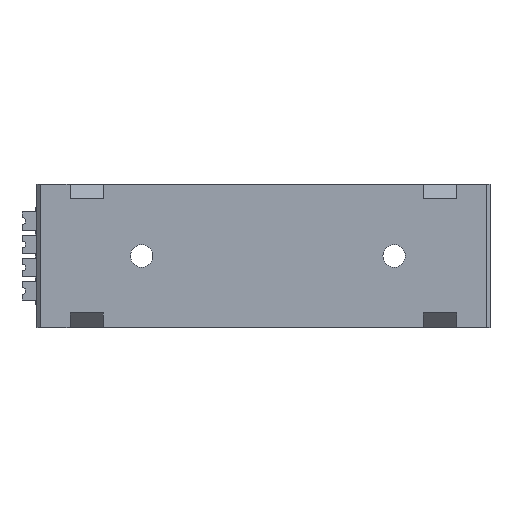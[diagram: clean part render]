
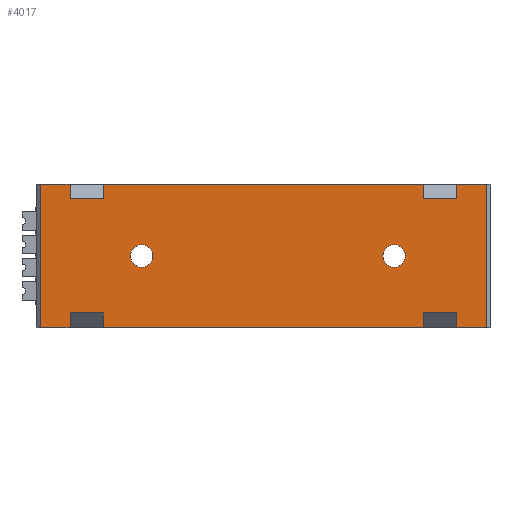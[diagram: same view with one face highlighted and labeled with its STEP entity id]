
A CAD part, top view. The second image highlights one B-rep face of the part: STEP entity #4017.
In plain terms, the highlighted free-form (B-spline) face has degree [1, 1] with [2, 2] control points.
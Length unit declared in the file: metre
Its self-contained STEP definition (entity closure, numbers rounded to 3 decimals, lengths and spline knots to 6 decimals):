
#323=LINE('',#6269,#769);
#327=LINE('',#6281,#773);
#331=LINE('',#6292,#777);
#335=LINE('',#6300,#781);
#338=LINE('',#6305,#784);
#340=LINE('',#6313,#786);
#343=LINE('',#6322,#789);
#346=LINE('',#6327,#792);
#350=LINE('',#6335,#796);
#353=LINE('',#6344,#799);
#355=LINE('',#6351,#801);
#357=LINE('',#6358,#803);
#358=LINE('',#6363,#804);
#360=LINE('',#6370,#806);
#362=LINE('',#6377,#808);
#368=LINE('',#6404,#814);
#370=LINE('',#6411,#816);
#371=LINE('',#6418,#817);
#372=LINE('',#6419,#818);
#373=LINE('',#6420,#819);
#769=VECTOR('',#4692,1.);
#773=VECTOR('',#4696,1.);
#777=VECTOR('',#4700,1.);
#781=VECTOR('',#4704,1.);
#784=VECTOR('',#4707,1.);
#786=VECTOR('',#4709,1.);
#789=VECTOR('',#4712,1.);
#792=VECTOR('',#4715,1.);
#796=VECTOR('',#4719,1.);
#799=VECTOR('',#4722,1.);
#801=VECTOR('',#4724,1.);
#803=VECTOR('',#4726,1.);
#804=VECTOR('',#4727,1.);
#806=VECTOR('',#4729,1.);
#808=VECTOR('',#4731,1.);
#814=VECTOR('',#4747,1.);
#816=VECTOR('',#4749,1.);
#817=VECTOR('',#4754,1.);
#818=VECTOR('',#4755,1.);
#819=VECTOR('',#4756,1.);
#1037=B_SPLINE_SURFACE_WITH_KNOTS('',1,1,((#6412,#6413),(#6414,#6415)),
 .PLANE_SURF.,.F.,.F.,.F.,(2,2),(2,2),(0.,1.),(0.,1.),.UNSPECIFIED.);
#1973=ORIENTED_EDGE('',*,*,#2305,.T.);
#1974=ORIENTED_EDGE('',*,*,#2755,.T.);
#1975=ORIENTED_EDGE('',*,*,#2313,.T.);
#1976=ORIENTED_EDGE('',*,*,#2756,.T.);
#1977=ORIENTED_EDGE('',*,*,#2714,.F.);
#1978=ORIENTED_EDGE('',*,*,#2741,.T.);
#1979=ORIENTED_EDGE('',*,*,#2757,.F.);
#1980=ORIENTED_EDGE('',*,*,#2737,.F.);
#1981=ORIENTED_EDGE('',*,*,#2710,.F.);
#1982=ORIENTED_EDGE('',*,*,#2734,.T.);
#1983=ORIENTED_EDGE('',*,*,#2758,.F.);
#1984=ORIENTED_EDGE('',*,*,#2706,.F.);
#1985=ORIENTED_EDGE('',*,*,#2717,.F.);
#1986=ORIENTED_EDGE('',*,*,#2702,.T.);
#1987=ORIENTED_EDGE('',*,*,#2722,.F.);
#1988=ORIENTED_EDGE('',*,*,#2719,.F.);
#1989=ORIENTED_EDGE('',*,*,#2739,.T.);
#1990=ORIENTED_EDGE('',*,*,#2732,.T.);
#1991=ORIENTED_EDGE('',*,*,#2729,.F.);
#1992=ORIENTED_EDGE('',*,*,#2736,.F.);
#1993=ORIENTED_EDGE('',*,*,#2759,.F.);
#1994=ORIENTED_EDGE('',*,*,#2754,.T.);
#1995=ORIENTED_EDGE('',*,*,#2725,.F.);
#1996=ORIENTED_EDGE('',*,*,#2752,.T.);
#2305=EDGE_CURVE('',#2898,#2897,#3292,.F.);
#2313=EDGE_CURVE('',#2906,#2905,#3296,.F.);
#2702=EDGE_CURVE('',#3169,#3170,#323,.T.);
#2706=EDGE_CURVE('',#3172,#3173,#327,.T.);
#2710=EDGE_CURVE('',#3175,#3176,#331,.T.);
#2714=EDGE_CURVE('',#3179,#3180,#335,.T.);
#2717=EDGE_CURVE('',#3169,#3172,#338,.T.);
#2719=EDGE_CURVE('',#3182,#3184,#340,.T.);
#2722=EDGE_CURVE('',#3184,#3170,#343,.T.);
#2725=EDGE_CURVE('',#3187,#3188,#346,.T.);
#2729=EDGE_CURVE('',#3191,#3192,#350,.T.);
#2732=EDGE_CURVE('',#3193,#3192,#353,.T.);
#2734=EDGE_CURVE('',#3175,#3194,#355,.T.);
#2736=EDGE_CURVE('',#3195,#3191,#357,.T.);
#2737=EDGE_CURVE('',#3176,#3196,#358,.T.);
#2739=EDGE_CURVE('',#3182,#3193,#360,.T.);
#2741=EDGE_CURVE('',#3179,#3197,#362,.T.);
#2752=EDGE_CURVE('',#3187,#3180,#368,.T.);
#2754=EDGE_CURVE('',#3206,#3188,#370,.T.);
#2755=EDGE_CURVE('',#2897,#2898,#3362,.F.);
#2756=EDGE_CURVE('',#2905,#2906,#3363,.F.);
#2757=EDGE_CURVE('',#3196,#3197,#371,.T.);
#2758=EDGE_CURVE('',#3173,#3194,#372,.T.);
#2759=EDGE_CURVE('',#3206,#3195,#373,.T.);
#2897=VERTEX_POINT('',#4945);
#2898=VERTEX_POINT('',#4947);
#2905=VERTEX_POINT('',#4981);
#2906=VERTEX_POINT('',#4983);
#3169=VERTEX_POINT('',#6270);
#3170=VERTEX_POINT('',#6271);
#3172=VERTEX_POINT('',#6280);
#3173=VERTEX_POINT('',#6282);
#3175=VERTEX_POINT('',#6291);
#3176=VERTEX_POINT('',#6293);
#3179=VERTEX_POINT('',#6299);
#3180=VERTEX_POINT('',#6301);
#3182=VERTEX_POINT('',#6311);
#3184=VERTEX_POINT('',#6314);
#3187=VERTEX_POINT('',#6326);
#3188=VERTEX_POINT('',#6328);
#3191=VERTEX_POINT('',#6334);
#3192=VERTEX_POINT('',#6336);
#3193=VERTEX_POINT('',#6343);
#3194=VERTEX_POINT('',#6350);
#3195=VERTEX_POINT('',#6357);
#3196=VERTEX_POINT('',#6364);
#3197=VERTEX_POINT('',#6376);
#3206=VERTEX_POINT('',#6410);
#3292=CIRCLE('',#4102,0.0017);
#3296=CIRCLE('',#4106,0.0017);
#3362=CIRCLE('',#4188,0.0017);
#3363=CIRCLE('',#4189,0.0017);
#3542=EDGE_LOOP('',(#1973,#1974));
#3543=EDGE_LOOP('',(#1975,#1976));
#3544=EDGE_LOOP('',(#1977,#1978,#1979,#1980,#1981,#1982,#1983,#1984,#1985,
#1986,#1987,#1988,#1989,#1990,#1991,#1992,#1993,#1994,#1995,#1996));
#3760=FACE_BOUND('',#3542,.T.);
#3761=FACE_BOUND('',#3543,.T.);
#3762=FACE_BOUND('',#3544,.T.);
#4017=ADVANCED_FACE('',(#3760,#3761,#3762),#1037,.T.);
#4102=AXIS2_PLACEMENT_3D('',#4946,#4229,#4230);
#4106=AXIS2_PLACEMENT_3D('',#4982,#4237,#4238);
#4188=AXIS2_PLACEMENT_3D('',#6416,#4750,#4751);
#4189=AXIS2_PLACEMENT_3D('',#6417,#4752,#4753);
#4229=DIRECTION('',(0.,0.,1.));
#4230=DIRECTION('',(1.,0.,0.));
#4237=DIRECTION('',(0.,0.,1.));
#4238=DIRECTION('',(1.,0.,0.));
#4692=DIRECTION('',(0.,-1.,0.));
#4696=DIRECTION('',(0.,-1.,0.));
#4700=DIRECTION('',(1.,0.,0.));
#4704=DIRECTION('',(1.,0.,0.));
#4707=DIRECTION('',(1.,0.,0.));
#4709=DIRECTION('',(0.,-1.,0.));
#4712=DIRECTION('',(-1.,0.,0.));
#4715=DIRECTION('',(-1.,0.,0.));
#4719=DIRECTION('',(-1.,0.,0.));
#4722=DIRECTION('',(0.,-1.,0.));
#4724=DIRECTION('',(0.,-1.,0.));
#4726=DIRECTION('',(0.,-1.,0.));
#4727=DIRECTION('',(0.,-1.,0.));
#4729=DIRECTION('',(1.,0.,0.));
#4731=DIRECTION('',(0.,-1.,0.));
#4747=DIRECTION('',(0.,1.,0.));
#4749=DIRECTION('',(0.,-1.,0.));
#4750=DIRECTION('',(0.,0.,1.));
#4751=DIRECTION('',(1.,0.,0.));
#4752=DIRECTION('',(0.,0.,1.));
#4753=DIRECTION('',(1.,0.,0.));
#4754=DIRECTION('',(1.,0.,0.));
#4755=DIRECTION('',(1.,0.,0.));
#4756=DIRECTION('',(-1.,0.,0.));
#4945=CARTESIAN_POINT('',(-0.020151,0.,0.0126));
#4946=CARTESIAN_POINT('',(-0.018451,0.,0.0126));
#4947=CARTESIAN_POINT('',(-0.016751,0.,0.0126));
#4981=CARTESIAN_POINT('',(0.017949,0.,0.0126));
#4982=CARTESIAN_POINT('',(0.019649,0.,0.0126));
#4983=CARTESIAN_POINT('',(0.021349,0.,0.0126));
#6269=CARTESIAN_POINT('',(-0.033751,0.,0.0126));
#6270=CARTESIAN_POINT('',(-0.033751,0.0108,0.0126));
#6271=CARTESIAN_POINT('',(-0.033751,-0.0108,0.0126));
#6280=CARTESIAN_POINT('',(-0.029251,0.0108,0.0126));
#6281=CARTESIAN_POINT('',(-0.029251,0.,0.0126));
#6282=CARTESIAN_POINT('',(-0.029251,0.008603,0.0126));
#6291=CARTESIAN_POINT('',(-0.024251,0.0108,0.0126));
#6292=CARTESIAN_POINT('',(-0.000101,0.0108,0.0126));
#6293=CARTESIAN_POINT('',(0.024049,0.0108,0.0126));
#6299=CARTESIAN_POINT('',(0.029049,0.0108,0.0126));
#6300=CARTESIAN_POINT('',(0.032849,0.0108,0.0126));
#6301=CARTESIAN_POINT('',(0.033599,0.0108,0.0126));
#6305=CARTESIAN_POINT('',(-0.030751,0.0108,0.0126));
#6311=CARTESIAN_POINT('',(-0.029251,-0.008603,0.0126));
#6313=CARTESIAN_POINT('',(-0.029251,0.,0.0126));
#6314=CARTESIAN_POINT('',(-0.029251,-0.0108,0.0126));
#6322=CARTESIAN_POINT('',(-0.030751,-0.0108,0.0126));
#6326=CARTESIAN_POINT('',(0.033599,-0.0108,0.0126));
#6327=CARTESIAN_POINT('',(0.032849,-0.0108,0.0126));
#6328=CARTESIAN_POINT('',(0.029049,-0.0108,0.0126));
#6334=CARTESIAN_POINT('',(0.024049,-0.0108,0.0126));
#6335=CARTESIAN_POINT('',(-0.000101,-0.0108,0.0126));
#6336=CARTESIAN_POINT('',(-0.024251,-0.0108,0.0126));
#6343=CARTESIAN_POINT('',(-0.024251,-0.008603,0.0126));
#6344=CARTESIAN_POINT('',(-0.024251,0.,0.0126));
#6350=CARTESIAN_POINT('',(-0.024251,0.008603,0.0126));
#6351=CARTESIAN_POINT('',(-0.024251,0.,0.0126));
#6357=CARTESIAN_POINT('',(0.024049,-0.008603,0.0126));
#6358=CARTESIAN_POINT('',(0.024049,0.,0.0126));
#6363=CARTESIAN_POINT('',(0.024049,0.,0.0126));
#6364=CARTESIAN_POINT('',(0.024049,0.008603,0.0126));
#6370=CARTESIAN_POINT('',(-0.000076,-0.008603,0.0126));
#6376=CARTESIAN_POINT('',(0.029049,0.008603,0.0126));
#6377=CARTESIAN_POINT('',(0.029049,0.,0.0126));
#6404=CARTESIAN_POINT('',(0.033599,0.0088,0.0126));
#6410=CARTESIAN_POINT('',(0.029049,-0.008603,0.0126));
#6411=CARTESIAN_POINT('',(0.029049,0.,0.0126));
#6412=CARTESIAN_POINT('',(-0.033751,-0.0108,0.0126));
#6413=CARTESIAN_POINT('',(-0.033751,0.0108,0.0126));
#6414=CARTESIAN_POINT('',(0.033599,-0.0108,0.0126));
#6415=CARTESIAN_POINT('',(0.033599,0.0108,0.0126));
#6416=CARTESIAN_POINT('',(-0.018451,0.,0.0126));
#6417=CARTESIAN_POINT('',(0.019649,0.,0.0126));
#6418=CARTESIAN_POINT('',(-0.000076,0.008603,0.0126));
#6419=CARTESIAN_POINT('',(-0.000076,0.008603,0.0126));
#6420=CARTESIAN_POINT('',(-0.000076,-0.008603,0.0126));
